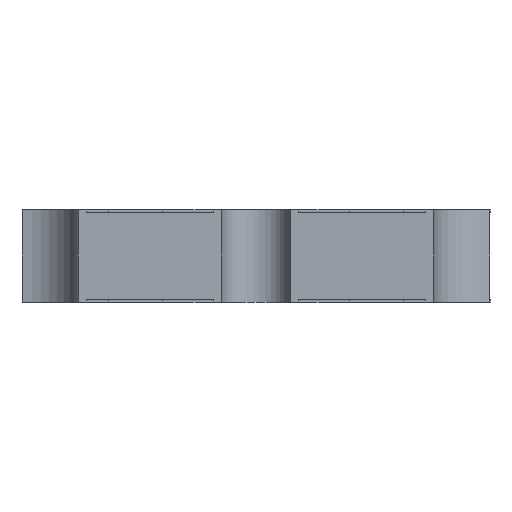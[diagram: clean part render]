
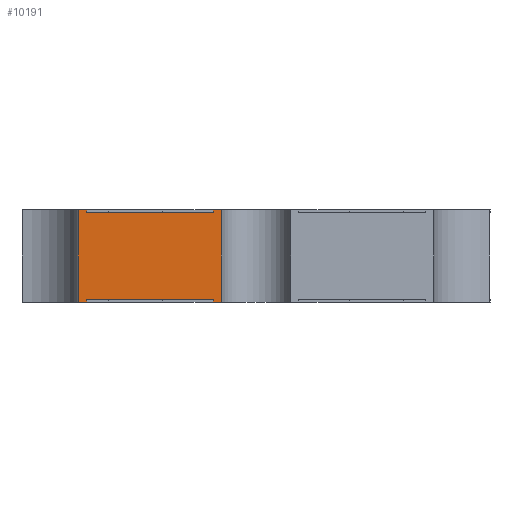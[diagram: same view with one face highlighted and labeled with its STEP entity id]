
A CAD part, left-side view. The second image highlights one B-rep face of the part: STEP entity #10191.
In plain terms, the highlighted planar face has unit normal (-1, 0, 0).
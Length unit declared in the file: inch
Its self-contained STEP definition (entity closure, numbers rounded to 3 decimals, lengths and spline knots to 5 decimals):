
#59 = CARTESIAN_POINT ( 'NONE',  ( -0.28, 0.12671, 0.069 ) ) ;
#460 = CARTESIAN_POINT ( 'NONE',  ( -0.28, 0.03189, 0.002 ) ) ;
#464 = ORIENTED_EDGE ( 'NONE', *, *, #14716, .F. ) ;
#479 = VERTEX_POINT ( 'NONE', #2380 ) ;
#480 = CARTESIAN_POINT ( 'NONE',  ( -0.28, 0.02588, 0. ) ) ;
#510 = DIRECTION ( 'NONE',  ( 1., 0., 0. ) ) ;
#540 = LINE ( 'NONE', #460, #4763 ) ;
#542 = ORIENTED_EDGE ( 'NONE', *, *, #8587, .F. ) ;
#631 = VECTOR ( 'NONE', #16208, 39.37008 ) ;
#652 = LINE ( 'NONE', #480, #12697 ) ;
#990 = VERTEX_POINT ( 'NONE', #59 ) ;
#1464 = LINE ( 'NONE', #1630, #13684 ) ;
#1557 = DIRECTION ( 'NONE',  ( 0., 1., 0. ) ) ;
#1630 = CARTESIAN_POINT ( 'NONE',  ( -0.28, 0.03189, 0.067 ) ) ;
#1847 = EDGE_CURVE ( 'NONE', #6576, #10116, #8163, .T. ) ;
#2116 = VECTOR ( 'NONE', #14849, 39.37008 ) ;
#2380 = CARTESIAN_POINT ( 'NONE',  ( -0.28, 0.03189, 0.069 ) ) ;
#2513 = VERTEX_POINT ( 'NONE', #6530 ) ;
#2908 = LINE ( 'NONE', #9474, #631 ) ;
#3000 = EDGE_CURVE ( 'NONE', #9680, #990, #7746, .T. ) ;
#3256 = FACE_OUTER_BOUND ( 'NONE', #4754, .T. ) ;
#3447 = VERTEX_POINT ( 'NONE', #12074 ) ;
#3611 = CARTESIAN_POINT ( 'NONE',  ( -0.28, 0.13307, 0.002 ) ) ;
#3748 = VERTEX_POINT ( 'NONE', #13019 ) ;
#3799 = VERTEX_POINT ( 'NONE', #13110 ) ;
#4131 = CARTESIAN_POINT ( 'NONE',  ( -0.28, -0.1775, 0.067 ) ) ;
#4210 = ORIENTED_EDGE ( 'NONE', *, *, #8888, .T. ) ;
#4357 = ORIENTED_EDGE ( 'NONE', *, *, #10370, .T. ) ;
#4703 = LINE ( 'NONE', #16838, #6922 ) ;
#4754 = EDGE_LOOP ( 'NONE', ( #464, #4357, #10627, #5877, #13765, #14097, #9628, #6120, #6300, #14012, #542, #4210 ) ) ;
#4763 = VECTOR ( 'NONE', #5768, 39.37008 ) ;
#4870 = EDGE_CURVE ( 'NONE', #6576, #3447, #540, .T. ) ;
#4914 = CARTESIAN_POINT ( 'NONE',  ( -0.28, 0.12671, 0.067 ) ) ;
#5029 = LINE ( 'NONE', #3611, #14562 ) ;
#5120 = VECTOR ( 'NONE', #7083, 39.37008 ) ;
#5440 = LINE ( 'NONE', #6945, #15136 ) ;
#5441 = VECTOR ( 'NONE', #9179, 39.37008 ) ;
#5720 = CARTESIAN_POINT ( 'NONE',  ( -0.28, 0.02588, 0.069 ) ) ;
#5768 = DIRECTION ( 'NONE',  ( 0., -1., 0. ) ) ;
#5873 = DIRECTION ( 'NONE',  ( 0., -1., 0. ) ) ;
#5877 = ORIENTED_EDGE ( 'NONE', *, *, #10416, .T. ) ;
#6120 = ORIENTED_EDGE ( 'NONE', *, *, #4870, .T. ) ;
#6300 = ORIENTED_EDGE ( 'NONE', *, *, #10096, .T. ) ;
#6530 = CARTESIAN_POINT ( 'NONE',  ( -0.28, 0.03189, 0.067 ) ) ;
#6576 = VERTEX_POINT ( 'NONE', #9513 ) ;
#6922 = VECTOR ( 'NONE', #10106, 39.37008 ) ;
#6945 = CARTESIAN_POINT ( 'NONE',  ( -0.28, 0.02588, 0. ) ) ;
#7083 = DIRECTION ( 'NONE',  ( 0., 0., -1. ) ) ;
#7509 = CARTESIAN_POINT ( 'NONE',  ( -0.28, 0.13307, 0. ) ) ;
#7746 = LINE ( 'NONE', #4914, #9727 ) ;
#8116 = VERTEX_POINT ( 'NONE', #15987 ) ;
#8163 = LINE ( 'NONE', #15065, #5120 ) ;
#8587 = EDGE_CURVE ( 'NONE', #12817, #3748, #2908, .T. ) ;
#8812 = VERTEX_POINT ( 'NONE', #7509 ) ;
#8888 = EDGE_CURVE ( 'NONE', #12817, #479, #9089, .T. ) ;
#9089 = LINE ( 'NONE', #12998, #5441 ) ;
#9179 = DIRECTION ( 'NONE',  ( 0., 1., 0. ) ) ;
#9474 = CARTESIAN_POINT ( 'NONE',  ( -0.28, 0.02588, 0.002 ) ) ;
#9513 = CARTESIAN_POINT ( 'NONE',  ( -0.28, 0.12671, 0.002 ) ) ;
#9628 = ORIENTED_EDGE ( 'NONE', *, *, #1847, .F. ) ;
#9680 = VERTEX_POINT ( 'NONE', #16768 ) ;
#9727 = VECTOR ( 'NONE', #15816, 39.37008 ) ;
#10096 = EDGE_CURVE ( 'NONE', #3447, #8116, #4703, .T. ) ;
#10106 = DIRECTION ( 'NONE',  ( 0., 0., -1. ) ) ;
#10116 = VERTEX_POINT ( 'NONE', #13880 ) ;
#10191 = ADVANCED_FACE ( 'NONE', ( #3256 ), #12647, .F. ) ;
#10370 = EDGE_CURVE ( 'NONE', #2513, #9680, #10425, .T. ) ;
#10416 = EDGE_CURVE ( 'NONE', #990, #3799, #16180, .T. ) ;
#10425 = LINE ( 'NONE', #4131, #14280 ) ;
#10627 = ORIENTED_EDGE ( 'NONE', *, *, #3000, .T. ) ;
#11847 = DIRECTION ( 'NONE',  ( 0., 0., -1. ) ) ;
#12074 = CARTESIAN_POINT ( 'NONE',  ( -0.28, 0.03189, 0.002 ) ) ;
#12256 = DIRECTION ( 'NONE',  ( 0., -1., 0. ) ) ;
#12295 = AXIS2_PLACEMENT_3D ( 'NONE', #16633, #510, #14231 ) ;
#12647 = PLANE ( 'NONE',  #12295 ) ;
#12697 = VECTOR ( 'NONE', #5873, 39.37008 ) ;
#12732 = EDGE_CURVE ( 'NONE', #3799, #8812, #5029, .T. ) ;
#12817 = VERTEX_POINT ( 'NONE', #5720 ) ;
#12998 = CARTESIAN_POINT ( 'NONE',  ( -0.28, -0.1775, 0.069 ) ) ;
#13019 = CARTESIAN_POINT ( 'NONE',  ( -0.28, 0.02588, 0. ) ) ;
#13110 = CARTESIAN_POINT ( 'NONE',  ( -0.28, 0.13307, 0.069 ) ) ;
#13287 = EDGE_CURVE ( 'NONE', #8116, #3748, #5440, .T. ) ;
#13684 = VECTOR ( 'NONE', #16260, 39.37008 ) ;
#13765 = ORIENTED_EDGE ( 'NONE', *, *, #12732, .T. ) ;
#13880 = CARTESIAN_POINT ( 'NONE',  ( -0.28, 0.12671, 0. ) ) ;
#14012 = ORIENTED_EDGE ( 'NONE', *, *, #13287, .T. ) ;
#14097 = ORIENTED_EDGE ( 'NONE', *, *, #14925, .T. ) ;
#14231 = DIRECTION ( 'NONE',  ( 0., 0., -1. ) ) ;
#14280 = VECTOR ( 'NONE', #1557, 39.37008 ) ;
#14562 = VECTOR ( 'NONE', #11847, 39.37008 ) ;
#14716 = EDGE_CURVE ( 'NONE', #2513, #479, #1464, .T. ) ;
#14849 = DIRECTION ( 'NONE',  ( 0., 1., 0. ) ) ;
#14925 = EDGE_CURVE ( 'NONE', #8812, #10116, #652, .T. ) ;
#15065 = CARTESIAN_POINT ( 'NONE',  ( -0.28, 0.12671, 0.002 ) ) ;
#15136 = VECTOR ( 'NONE', #12256, 39.37008 ) ;
#15816 = DIRECTION ( 'NONE',  ( 0., 0., 1. ) ) ;
#15987 = CARTESIAN_POINT ( 'NONE',  ( -0.28, 0.03189, 0. ) ) ;
#16180 = LINE ( 'NONE', #17514, #2116 ) ;
#16208 = DIRECTION ( 'NONE',  ( 0., 0., -1. ) ) ;
#16260 = DIRECTION ( 'NONE',  ( 0., 0., 1. ) ) ;
#16633 = CARTESIAN_POINT ( 'NONE',  ( -0.28, 0.02588, 0.002 ) ) ;
#16768 = CARTESIAN_POINT ( 'NONE',  ( -0.28, 0.12671, 0.067 ) ) ;
#16838 = CARTESIAN_POINT ( 'NONE',  ( -0.28, 0.03189, 0.002 ) ) ;
#17514 = CARTESIAN_POINT ( 'NONE',  ( -0.28, -0.1775, 0.069 ) ) ;
